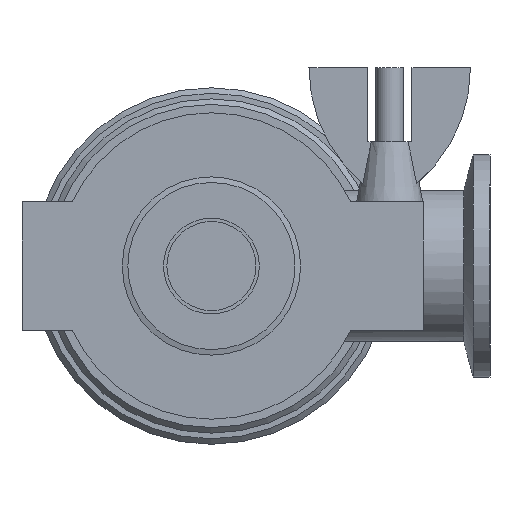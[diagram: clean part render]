
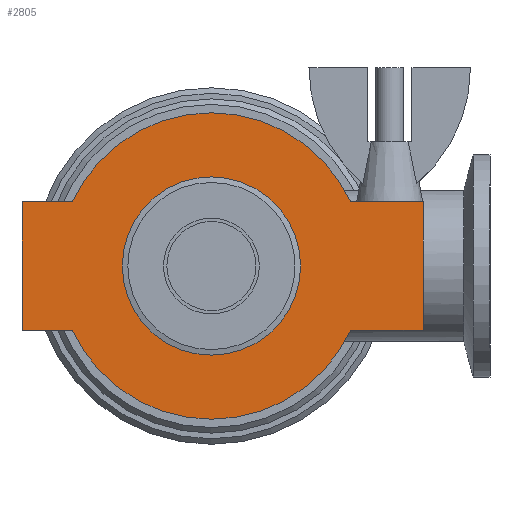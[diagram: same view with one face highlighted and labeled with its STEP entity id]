
A CAD part, left-side view. The second image highlights one B-rep face of the part: STEP entity #2805.
In plain terms, the highlighted planar face has unit normal (-1, 0, 0).
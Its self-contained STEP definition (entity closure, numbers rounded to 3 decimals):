
#2286=CARTESIAN_POINT('',(-60.7,12.,-11.5));
#2287=VERTEX_POINT('',#2286);
#2302=CARTESIAN_POINT('',(-60.7,12.,11.5));
#2303=VERTEX_POINT('',#2302);
#2310=CARTESIAN_POINT('',(-60.7,12.,11.5));
#2311=DIRECTION('',(0.0,0.0,-1.0));
#2312=VECTOR('',#2311,23.);
#2313=LINE('',#2310,#2312);
#2314=EDGE_CURVE('',#2303,#2287,#2313,.T.);
#2326=CARTESIAN_POINT('',(-60.7,25.02,-11.5));
#2327=VERTEX_POINT('',#2326);
#2341=CARTESIAN_POINT('',(-60.7,12.,-11.5));
#2342=DIRECTION('',(0.0,1.0,0.0));
#2343=VECTOR('',#2342,13.02);
#2344=LINE('',#2341,#2343);
#2345=EDGE_CURVE('',#2287,#2327,#2344,.T.);
#2365=CARTESIAN_POINT('',(-60.7,84.0,-11.5));
#2366=VERTEX_POINT('',#2365);
#2373=CARTESIAN_POINT('',(-60.7,84.0,11.5));
#2374=VERTEX_POINT('',#2373);
#2375=CARTESIAN_POINT('',(-60.7,84.0,-11.5));
#2376=DIRECTION('',(0.0,0.0,1.0));
#2377=VECTOR('',#2376,23.);
#2378=LINE('',#2375,#2377);
#2379=EDGE_CURVE('',#2366,#2374,#2378,.T.);
#2746=CARTESIAN_POINT('',(-60.7,105.0,0.));
#2747=DIRECTION('',(1.0,0.0,0.0));
#2748=DIRECTION('',(0.0,0.0,-1.0));
#2749=AXIS2_PLACEMENT_3D('',#2746,#2747,#2748);
#2750=PLANE('',#2749);
#2751=ORIENTED_EDGE('',*,*,#2314,.F.);
#2752=CARTESIAN_POINT('',(-60.7,25.02,11.5));
#2753=VERTEX_POINT('',#2752);
#2754=CARTESIAN_POINT('',(-60.7,25.02,11.5));
#2755=DIRECTION('',(0.0,-1.0,0.0));
#2756=VECTOR('',#2755,13.02);
#2757=LINE('',#2754,#2756);
#2758=EDGE_CURVE('',#2753,#2303,#2757,.T.);
#2759=ORIENTED_EDGE('',*,*,#2758,.F.);
#2760=CARTESIAN_POINT('',(-60.7,74.98,11.5));
#2761=VERTEX_POINT('',#2760);
#2762=CARTESIAN_POINT('',(-60.7,50.0,0.0));
#2763=DIRECTION('',(1.0,0.0,0.0));
#2764=DIRECTION('',(0.0,-1.0,0.0));
#2765=AXIS2_PLACEMENT_3D('',#2762,#2763,#2764);
#2766=CIRCLE('',#2765,27.5);
#2767=EDGE_CURVE('',#2761,#2753,#2766,.T.);
#2768=ORIENTED_EDGE('',*,*,#2767,.F.);
#2769=CARTESIAN_POINT('',(-60.7,84.0,11.5));
#2770=DIRECTION('',(0.0,-1.0,0.0));
#2771=VECTOR('',#2770,9.02);
#2772=LINE('',#2769,#2771);
#2773=EDGE_CURVE('',#2374,#2761,#2772,.T.);
#2774=ORIENTED_EDGE('',*,*,#2773,.F.);
#2775=ORIENTED_EDGE('',*,*,#2379,.F.);
#2776=CARTESIAN_POINT('',(-60.7,74.98,-11.5));
#2777=VERTEX_POINT('',#2776);
#2778=CARTESIAN_POINT('',(-60.7,74.98,-11.5));
#2779=DIRECTION('',(0.0,1.0,0.0));
#2780=VECTOR('',#2779,9.02);
#2781=LINE('',#2778,#2780);
#2782=EDGE_CURVE('',#2777,#2366,#2781,.T.);
#2783=ORIENTED_EDGE('',*,*,#2782,.F.);
#2784=CARTESIAN_POINT('',(-60.7,50.0,0.0));
#2785=DIRECTION('',(1.0,0.0,0.0));
#2786=DIRECTION('',(0.0,-1.0,0.0));
#2787=AXIS2_PLACEMENT_3D('',#2784,#2785,#2786);
#2788=CIRCLE('',#2787,27.5);
#2789=EDGE_CURVE('',#2327,#2777,#2788,.T.);
#2790=ORIENTED_EDGE('',*,*,#2789,.F.);
#2791=ORIENTED_EDGE('',*,*,#2345,.F.);
#2792=EDGE_LOOP('',(#2751,#2759,#2768,#2774,#2775,#2783,#2790,#2791));
#2793=FACE_OUTER_BOUND('',#2792,.T.);
#2794=CARTESIAN_POINT('',(-60.7,50.0,16.0));
#2795=VERTEX_POINT('',#2794);
#2796=CARTESIAN_POINT('',(-60.7,50.0,0.0));
#2797=DIRECTION('',(1.0,0.0,0.0));
#2798=DIRECTION('',(0.0,0.0,1.0));
#2799=AXIS2_PLACEMENT_3D('',#2796,#2797,#2798);
#2800=CIRCLE('',#2799,16.0);
#2801=EDGE_CURVE('',#2795,#2795,#2800,.T.);
#2802=ORIENTED_EDGE('',*,*,#2801,.T.);
#2803=EDGE_LOOP('',(#2802));
#2804=FACE_BOUND('',#2803,.T.);
#2805=ADVANCED_FACE('',(#2793,#2804),#2750,.F.);
